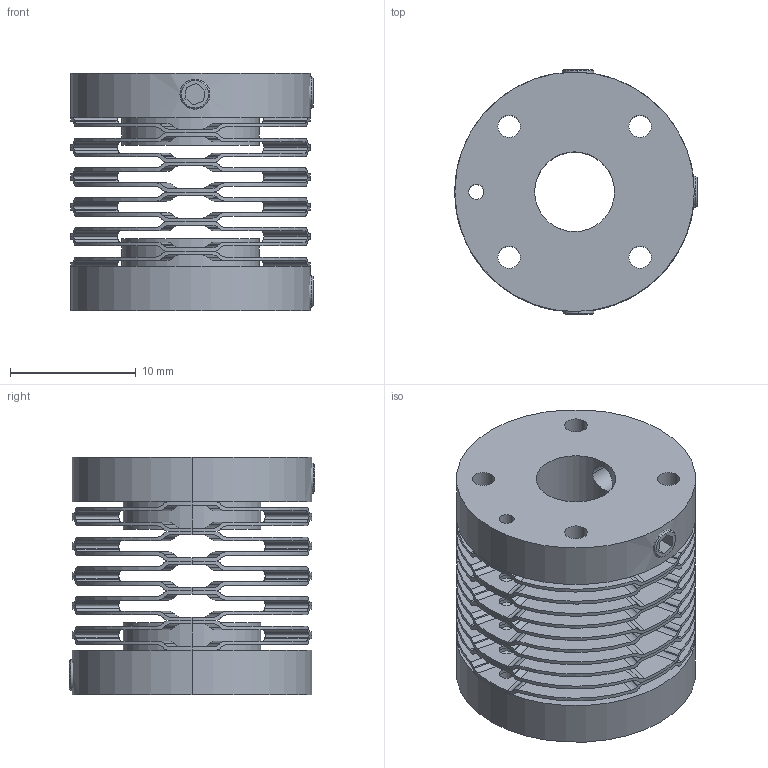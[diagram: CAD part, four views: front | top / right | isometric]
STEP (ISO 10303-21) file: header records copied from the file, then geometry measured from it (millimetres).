
FILE_DESCRIPTION (( 'STEP AP214' ), '1' );
FILE_NAME ('DC-SBS19-0404.STEP', '2015-11-19T18:10:03', ( '' ), ( '' ), 'SwSTEP 2.0', 'SolidWorks 2015', '' );
FILE_SCHEMA (( 'AUTOMOTIVE_DESIGN' ));
Length unit declared in the file: millimetre
Products named in the file (1): DC-SBS19-0404
Bounding box: 19.27 x 19.5 x 18.92 mm (x, y, z)
Volume: 2409.7 mm3; surface area: 5971.3 mm2
Topology: 16 solids, 16 shells, 878 faces, 2584 edges, 1720 vertices
Faces by surface type: cylinder 508, plane 362, cone 8
Entity records: 30617 total; most frequent: CARTESIAN_POINT 8343, ORIENTED_EDGE 5168, DIRECTION 4046, EDGE_CURVE 2584, VERTEX_POINT 1720, AXIS2_PLACEMENT_3D 1567, EDGE_LOOP 1012, LINE 912
